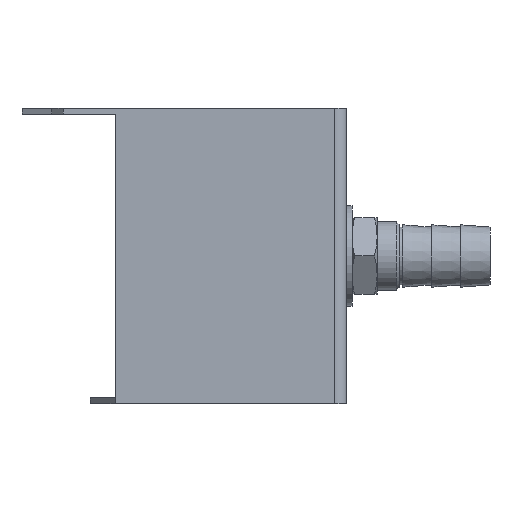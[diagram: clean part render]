
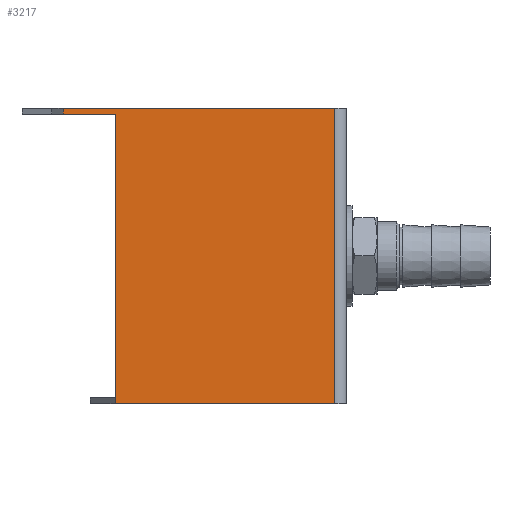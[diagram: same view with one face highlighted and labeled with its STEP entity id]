
A CAD part, left-side view. The second image highlights one B-rep face of the part: STEP entity #3217.
In plain terms, the highlighted planar face has unit normal (-1, 0, 0).
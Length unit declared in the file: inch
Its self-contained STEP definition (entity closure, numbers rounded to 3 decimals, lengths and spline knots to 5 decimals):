
#289 = EDGE_CURVE ( 'NONE', #1526, #3770, #1245, .T. ) ;
#337 = VECTOR ( 'NONE', #2117, 39.37008 ) ;
#377 = DIRECTION ( 'NONE',  ( 0., -1., 0. ) ) ;
#384 = CARTESIAN_POINT ( 'NONE',  ( -3.34641, 0., -1.9685 ) ) ;
#447 = CARTESIAN_POINT ( 'NONE',  ( -3.34641, 0.37517, -1.9685 ) ) ;
#542 = ORIENTED_EDGE ( 'NONE', *, *, #4691, .T. ) ;
#544 = CARTESIAN_POINT ( 'NONE',  ( -3.34641, 0.72091, -1.9685 ) ) ;
#716 = FACE_OUTER_BOUND ( 'NONE', #4241, .T. ) ;
#1027 = VECTOR ( 'NONE', #3346, 39.37008 ) ;
#1057 = ORIENTED_EDGE ( 'NONE', *, *, #289, .T. ) ;
#1157 = CARTESIAN_POINT ( 'NONE',  ( -3.34641, -1.09012, -1.9685 ) ) ;
#1245 = LINE ( 'NONE', #544, #337 ) ;
#1304 = LINE ( 'NONE', #2494, #1027 ) ;
#1472 = CARTESIAN_POINT ( 'NONE',  ( -3.34641, 0.37517, -0.03937 ) ) ;
#1481 = VECTOR ( 'NONE', #4823, 39.37008 ) ;
#1522 = EDGE_CURVE ( 'NONE', #4466, #1526, #4288, .T. ) ;
#1526 = VERTEX_POINT ( 'NONE', #2258 ) ;
#1538 = CARTESIAN_POINT ( 'NONE',  ( -3.34641, 0., -1.9685 ) ) ;
#1566 = VECTOR ( 'NONE', #377, 39.37008 ) ;
#1828 = DIRECTION ( 'NONE',  ( -1., 0., 0. ) ) ;
#1885 = LINE ( 'NONE', #1157, #4070 ) ;
#1924 = PLANE ( 'NONE',  #3762 ) ;
#2117 = DIRECTION ( 'NONE',  ( 0., 0., -1. ) ) ;
#2258 = CARTESIAN_POINT ( 'NONE',  ( -3.34641, 0.72091, 0. ) ) ;
#2327 = VECTOR ( 'NONE', #4663, 39.37008 ) ;
#2336 = CARTESIAN_POINT ( 'NONE',  ( -3.34641, 0.72091, -0.03937 ) ) ;
#2340 = ORIENTED_EDGE ( 'NONE', *, *, #1522, .T. ) ;
#2357 = LINE ( 'NONE', #3952, #1566 ) ;
#2364 = LINE ( 'NONE', #384, #1481 ) ;
#2455 = EDGE_CURVE ( 'NONE', #4477, #2974, #2364, .T. ) ;
#2494 = CARTESIAN_POINT ( 'NONE',  ( -3.34641, 0.37517, -1.9685 ) ) ;
#2527 = ORIENTED_EDGE ( 'NONE', *, *, #3330, .T. ) ;
#2559 = ORIENTED_EDGE ( 'NONE', *, *, #4708, .T. ) ;
#2936 = VERTEX_POINT ( 'NONE', #1472 ) ;
#2974 = VERTEX_POINT ( 'NONE', #5099 ) ;
#3217 = ADVANCED_FACE ( 'NONE', ( #716 ), #1924, .T. ) ;
#3330 = EDGE_CURVE ( 'NONE', #2936, #4477, #1304, .T. ) ;
#3346 = DIRECTION ( 'NONE',  ( 0., 0., -1. ) ) ;
#3762 = AXIS2_PLACEMENT_3D ( 'NONE', #1538, #1828, #4611 ) ;
#3770 = VERTEX_POINT ( 'NONE', #2336 ) ;
#3952 = CARTESIAN_POINT ( 'NONE',  ( -3.34641, 0., -0.03937 ) ) ;
#4070 = VECTOR ( 'NONE', #4665, 39.37008 ) ;
#4241 = EDGE_LOOP ( 'NONE', ( #542, #2340, #1057, #2559, #2527, #4314 ) ) ;
#4242 = CARTESIAN_POINT ( 'NONE',  ( -3.34641, 0., 0. ) ) ;
#4288 = LINE ( 'NONE', #4242, #2327 ) ;
#4314 = ORIENTED_EDGE ( 'NONE', *, *, #2455, .T. ) ;
#4466 = VERTEX_POINT ( 'NONE', #4827 ) ;
#4477 = VERTEX_POINT ( 'NONE', #447 ) ;
#4611 = DIRECTION ( 'NONE',  ( 0., 0., 1. ) ) ;
#4663 = DIRECTION ( 'NONE',  ( 0., 1., 0. ) ) ;
#4665 = DIRECTION ( 'NONE',  ( 0., 0., 1. ) ) ;
#4691 = EDGE_CURVE ( 'NONE', #2974, #4466, #1885, .T. ) ;
#4708 = EDGE_CURVE ( 'NONE', #3770, #2936, #2357, .T. ) ;
#4823 = DIRECTION ( 'NONE',  ( 0., -1., 0. ) ) ;
#4827 = CARTESIAN_POINT ( 'NONE',  ( -3.34641, -1.09012, 0. ) ) ;
#5099 = CARTESIAN_POINT ( 'NONE',  ( -3.34641, -1.09012, -1.9685 ) ) ;
